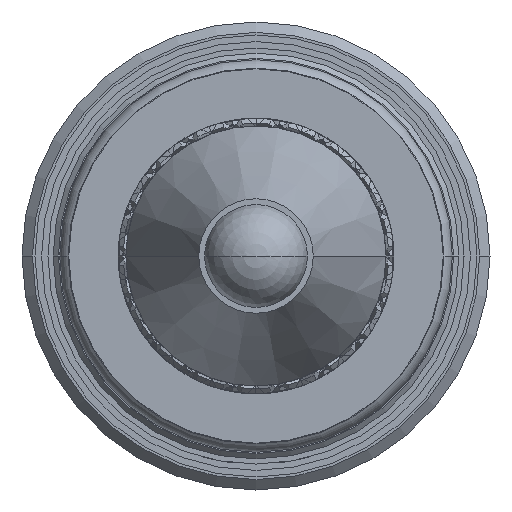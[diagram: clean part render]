
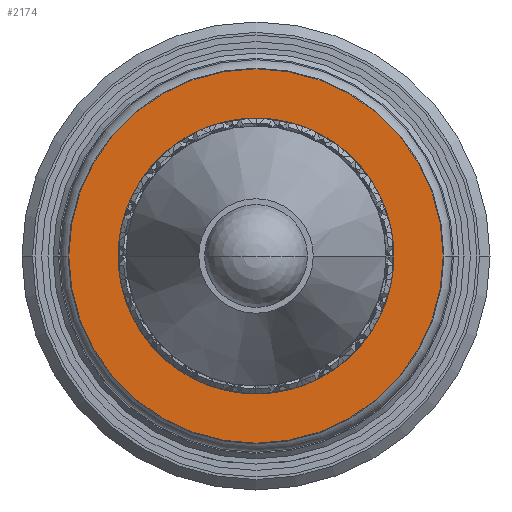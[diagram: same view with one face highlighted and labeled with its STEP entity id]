
A CAD part, left-side view. The second image highlights one B-rep face of the part: STEP entity #2174.
In plain terms, the highlighted planar face has unit normal (-1, 0, 0).
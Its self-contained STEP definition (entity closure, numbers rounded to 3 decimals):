
#2093=CARTESIAN_POINT('',(-50.398,0.,0.));
#2094=DIRECTION('',(-1.,0.,0.));
#2095=DIRECTION('',(0.,-1.,0.));
#2096=AXIS2_PLACEMENT_3D('',#2093,#2094,#2095);
#2098=CARTESIAN_POINT('',(-50.398,0.,0.));
#2099=DIRECTION('',(-1.,0.,0.));
#2100=DIRECTION('',(0.,1.,0.));
#2101=AXIS2_PLACEMENT_3D('',#2098,#2099,#2100);
#2103=CARTESIAN_POINT('',(-50.398,0.,0.));
#2104=DIRECTION('',(-1.,0.,0.));
#2105=DIRECTION('',(0.,1.,0.));
#2106=AXIS2_PLACEMENT_3D('',#2103,#2104,#2105);
#2108=CARTESIAN_POINT('',(-50.398,0.,0.));
#2109=DIRECTION('',(1.,0.,0.));
#2110=DIRECTION('',(0.,1.,0.));
#2111=AXIS2_PLACEMENT_3D('',#2108,#2109,#2110);
#2142=CARTESIAN_POINT('',(-50.398,3.6,0.));
#2144=VERTEX_POINT('',#2142);
#2146=CARTESIAN_POINT('',(-50.398,-3.6,0.));
#2148=VERTEX_POINT('',#2146);
#2149=CARTESIAN_POINT('',(-50.398,1.3,0.));
#2150=CARTESIAN_POINT('',(-50.398,-1.3,0.));
#2151=VERTEX_POINT('',#2149);
#2152=VERTEX_POINT('',#2150);
#2157=CARTESIAN_POINT('',(-50.398,0.,0.));
#2158=DIRECTION('',(1.,0.,0.));
#2159=DIRECTION('',(0.,-1.,0.));
#2160=AXIS2_PLACEMENT_3D('',#2157,#2158,#2159);
#2161=PLANE('',#2160);
#2163=ORIENTED_EDGE('',*,*,#2162,.F.);
#2165=ORIENTED_EDGE('',*,*,#2164,.T.);
#2166=EDGE_LOOP('',(#2163,#2165));
#2167=FACE_OUTER_BOUND('',#2166,.F.);
#2169=ORIENTED_EDGE('',*,*,#2168,.T.);
#2171=ORIENTED_EDGE('',*,*,#2170,.T.);
#2172=EDGE_LOOP('',(#2169,#2171));
#2173=FACE_BOUND('',#2172,.F.);
#2174=ADVANCED_FACE('',(#2167,#2173),#2161,.F.);
#2097=CIRCLE('',#2096,1.3);
#2102=CIRCLE('',#2101,1.3);
#2107=CIRCLE('',#2106,3.6);
#2112=CIRCLE('',#2111,3.6);
#2162=EDGE_CURVE('',#2144,#2148,#2107,.T.);
#2164=EDGE_CURVE('',#2144,#2148,#2112,.T.);
#2168=EDGE_CURVE('',#2152,#2151,#2097,.T.);
#2170=EDGE_CURVE('',#2151,#2152,#2102,.T.);
